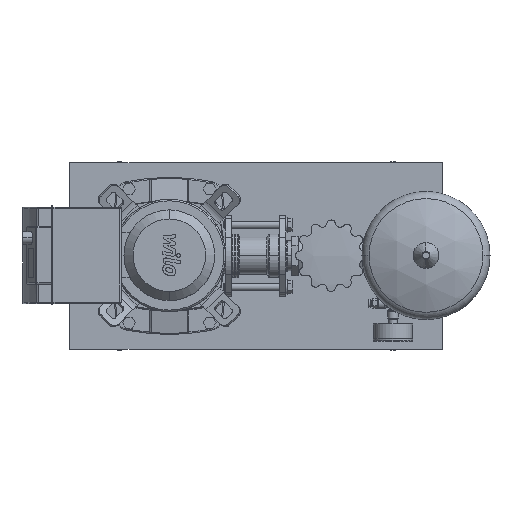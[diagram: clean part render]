
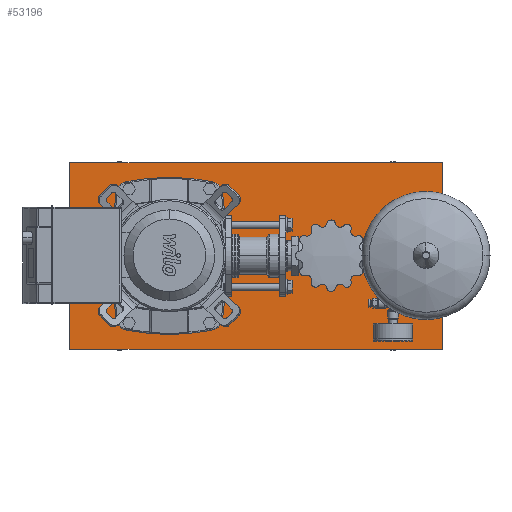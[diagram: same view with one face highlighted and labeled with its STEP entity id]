
A CAD part, top view. The second image highlights one B-rep face of the part: STEP entity #53196.
In plain terms, the highlighted planar face has unit normal (0, 0, 1).
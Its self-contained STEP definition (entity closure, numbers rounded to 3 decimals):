
#53157=CARTESIAN_POINT('',(-160.0,0.,90.0));
#53158=DIRECTION('',(0.0,0.0,1.0));
#53159=DIRECTION('',(0.0,-1.0,0.0));
#53160=AXIS2_PLACEMENT_3D('',#53157,#53158,#53159);
#53161=PLANE('',#53160);
#53162=CARTESIAN_POINT('',(440.0,-150.,90.));
#53163=VERTEX_POINT('',#53162);
#53164=CARTESIAN_POINT('',(440.0,150.,90.));
#53165=VERTEX_POINT('',#53164);
#53166=CARTESIAN_POINT('',(440.0,-150.,90.));
#53167=DIRECTION('',(0.0,1.0,0.0));
#53168=VECTOR('',#53167,300.0);
#53169=LINE('',#53166,#53168);
#53170=EDGE_CURVE('',#53163,#53165,#53169,.T.);
#53171=ORIENTED_EDGE('',*,*,#53170,.T.);
#53172=CARTESIAN_POINT('',(-160.0,150.,90.));
#53173=VERTEX_POINT('',#53172);
#53174=CARTESIAN_POINT('',(-160.0,150.,90.));
#53175=DIRECTION('',(1.0,0.0,0.0));
#53176=VECTOR('',#53175,600.0);
#53177=LINE('',#53174,#53176);
#53178=EDGE_CURVE('',#53173,#53165,#53177,.T.);
#53179=ORIENTED_EDGE('',*,*,#53178,.F.);
#53180=CARTESIAN_POINT('',(-160.0,-150.,90.));
#53181=VERTEX_POINT('',#53180);
#53182=CARTESIAN_POINT('',(-160.0,150.,90.));
#53183=DIRECTION('',(0.0,-1.0,0.0));
#53184=VECTOR('',#53183,300.0);
#53185=LINE('',#53182,#53184);
#53186=EDGE_CURVE('',#53173,#53181,#53185,.T.);
#53187=ORIENTED_EDGE('',*,*,#53186,.T.);
#53188=CARTESIAN_POINT('',(-160.0,-150.,90.));
#53189=DIRECTION('',(1.0,0.0,0.0));
#53190=VECTOR('',#53189,600.0);
#53191=LINE('',#53188,#53190);
#53192=EDGE_CURVE('',#53181,#53163,#53191,.T.);
#53193=ORIENTED_EDGE('',*,*,#53192,.T.);
#53194=EDGE_LOOP('',(#53171,#53179,#53187,#53193));
#53195=FACE_OUTER_BOUND('',#53194,.T.);
#53196=ADVANCED_FACE('',(#53195),#53161,.T.);
